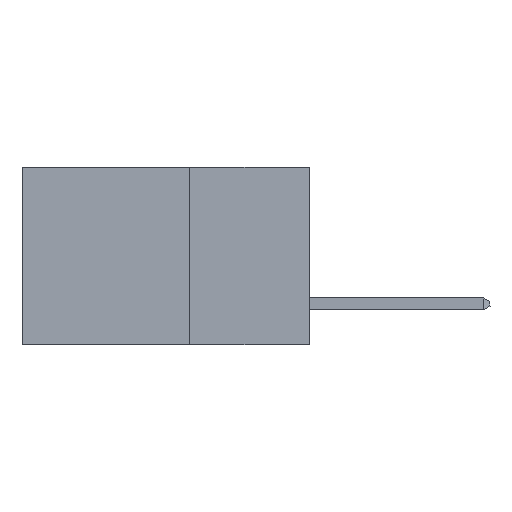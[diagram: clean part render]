
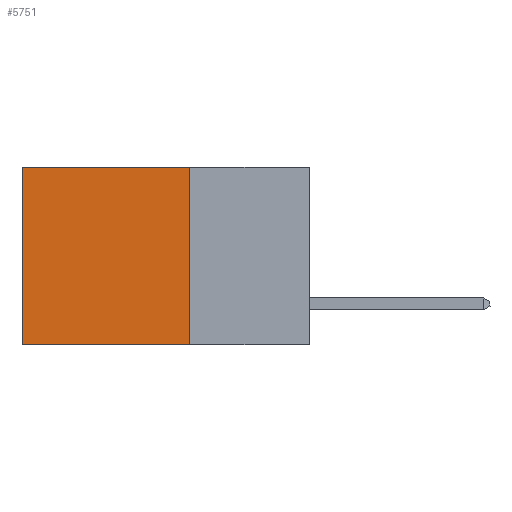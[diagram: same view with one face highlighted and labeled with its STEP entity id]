
A CAD part, left-side view. The second image highlights one B-rep face of the part: STEP entity #5751.
In plain terms, the highlighted planar face has unit normal (-1, 0, 0).
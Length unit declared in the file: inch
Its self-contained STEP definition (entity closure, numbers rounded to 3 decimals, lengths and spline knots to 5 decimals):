
#179 = CARTESIAN_POINT ( 'NONE',  ( 0.2875, 0.6, 0. ) ) ;
#631 = VECTOR ( 'NONE', #6241, 39.37008 ) ;
#716 = LINE ( 'NONE', #5059, #2914 ) ;
#1523 = FACE_OUTER_BOUND ( 'NONE', #7949, .T. ) ;
#2724 = DIRECTION ( 'NONE',  ( 0., 0., -1. ) ) ;
#2914 = VECTOR ( 'NONE', #6933, 39.37008 ) ;
#3134 = LINE ( 'NONE', #6438, #631 ) ;
#3354 = VERTEX_POINT ( 'NONE', #10449 ) ;
#3522 = CARTESIAN_POINT ( 'NONE',  ( 0.2875, 0.25, 0. ) ) ;
#4585 = CARTESIAN_POINT ( 'NONE',  ( 0.2875, 0.25, 0. ) ) ;
#5059 = CARTESIAN_POINT ( 'NONE',  ( 0.2875, 0.6, 0. ) ) ;
#5064 = ORIENTED_EDGE ( 'NONE', *, *, #10882, .T. ) ;
#5301 = VERTEX_POINT ( 'NONE', #179 ) ;
#5737 = VERTEX_POINT ( 'NONE', #7685 ) ;
#5751 = ADVANCED_FACE ( 'NONE', ( #1523 ), #7612, .F. ) ;
#5823 = EDGE_CURVE ( 'NONE', #6748, #5301, #3134, .T. ) ;
#6241 = DIRECTION ( 'NONE',  ( 0., 1., 0. ) ) ;
#6438 = CARTESIAN_POINT ( 'NONE',  ( 0.2875, 0.25, 0. ) ) ;
#6748 = VERTEX_POINT ( 'NONE', #3522 ) ;
#6814 = LINE ( 'NONE', #4585, #8484 ) ;
#6933 = DIRECTION ( 'NONE',  ( 0., 0., -1. ) ) ;
#7476 = DIRECTION ( 'NONE',  ( 0., 0., -1. ) ) ;
#7489 = DIRECTION ( 'NONE',  ( 1., 0., 0. ) ) ;
#7612 = PLANE ( 'NONE',  #10402 ) ;
#7685 = CARTESIAN_POINT ( 'NONE',  ( 0.2875, 0.25, -0.37 ) ) ;
#7817 = CARTESIAN_POINT ( 'NONE',  ( 0.2875, 0.25, 0. ) ) ;
#7949 = EDGE_LOOP ( 'NONE', ( #5064, #10353, #8638, #10940 ) ) ;
#8484 = VECTOR ( 'NONE', #2724, 39.37008 ) ;
#8638 = ORIENTED_EDGE ( 'NONE', *, *, #9948, .F. ) ;
#8804 = EDGE_CURVE ( 'NONE', #5737, #3354, #9648, .T. ) ;
#9648 = LINE ( 'NONE', #10383, #11174 ) ;
#9948 = EDGE_CURVE ( 'NONE', #6748, #5737, #6814, .T. ) ;
#10353 = ORIENTED_EDGE ( 'NONE', *, *, #8804, .F. ) ;
#10383 = CARTESIAN_POINT ( 'NONE',  ( 0.2875, 0.25, -0.37 ) ) ;
#10402 = AXIS2_PLACEMENT_3D ( 'NONE', #7817, #7489, #7476 ) ;
#10449 = CARTESIAN_POINT ( 'NONE',  ( 0.2875, 0.6, -0.37 ) ) ;
#10882 = EDGE_CURVE ( 'NONE', #5301, #3354, #716, .T. ) ;
#10940 = ORIENTED_EDGE ( 'NONE', *, *, #5823, .T. ) ;
#11144 = DIRECTION ( 'NONE',  ( 0., 1., 0. ) ) ;
#11174 = VECTOR ( 'NONE', #11144, 39.37008 ) ;
